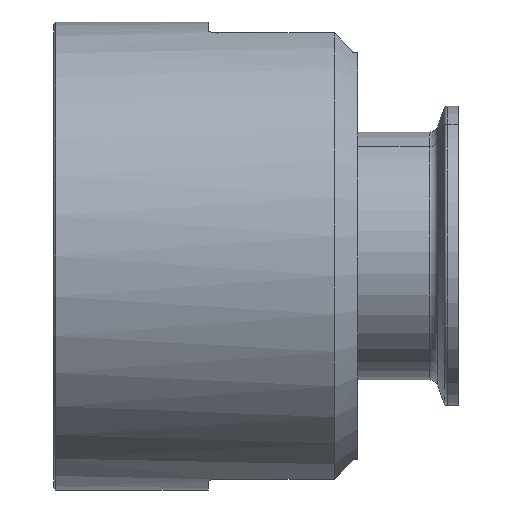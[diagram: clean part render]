
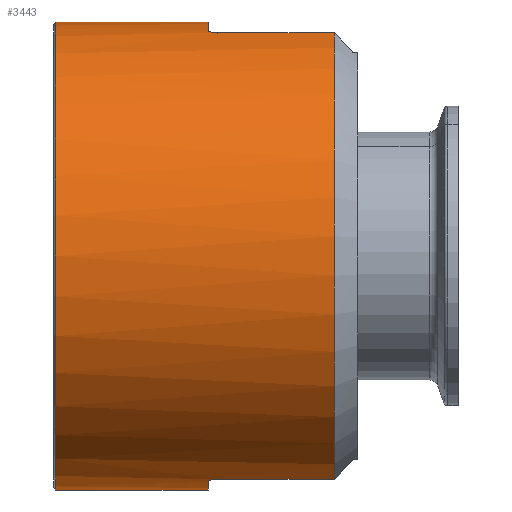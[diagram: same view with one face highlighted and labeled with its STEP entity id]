
A CAD part, left-side view. The second image highlights one B-rep face of the part: STEP entity #3443.
In plain terms, the highlighted cylindrical face has radius 50 mm (diameter 100 mm), a full revolution.
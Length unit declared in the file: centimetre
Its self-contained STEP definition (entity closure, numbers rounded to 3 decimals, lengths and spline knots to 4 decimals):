
#371=B_SPLINE_CURVE_WITH_KNOTS('',3,(#4730,#4731,#4732,#4733,#4734,#4735,
#4736,#4737,#4738,#4739,#4740,#4741,#4742,#4743),.UNSPECIFIED.,.F.,.U.,(4,
2,2,2,2,2,4),(0.2282,0.306,0.3846,0.4631,
0.5383,0.6136,0.6888),.UNSPECIFIED.);
#372=B_SPLINE_CURVE_WITH_KNOTS('',3,(#4773,#4774,#4775,#4776,#4777,#4778,
#4779,#4780,#4781,#4782,#4783,#4784,#4785,#4786,#4787),.UNSPECIFIED.,.F.,
 .U.,(4,3,2,2,2,2,4),(-0.0753,0.,0.0753,0.1505,
0.229,0.3075,0.3854),.UNSPECIFIED.);
#373=B_SPLINE_CURVE_WITH_KNOTS('',3,(#4813,#4814,#4815,#4816,#4817,#4818,
#4819,#4820,#4821,#4822,#4823,#4824,#4825,#4826,#4827),.UNSPECIFIED.,.F.,
 .U.,(4,3,2,2,2,2,4),(-0.0753,0.,0.0753,0.1505,
0.229,0.3075,0.3854),.UNSPECIFIED.);
#374=B_SPLINE_CURVE_WITH_KNOTS('',3,(#4831,#4832,#4833,#4834,#4835,#4836,
#4837,#4838,#4839,#4840,#4841,#4842,#4843,#4844),.UNSPECIFIED.,.F.,.U.,(4,
2,2,2,2,2,4),(0.2282,0.306,0.3846,0.4631,
0.5383,0.6136,0.6888),.UNSPECIFIED.);
#480=CYLINDRICAL_SURFACE('',#3649,5.);
#549=VECTOR('',#3968,1.);
#554=VECTOR('',#3981,1.);
#555=VECTOR('',#3992,1.);
#556=VECTOR('',#3995,1.);
#781=LINE('',#4749,#549);
#786=LINE('',#4791,#554);
#787=LINE('',#4811,#555);
#788=LINE('',#4846,#556);
#1009=VERTEX_POINT('',#4722);
#1010=VERTEX_POINT('',#4723);
#1013=VERTEX_POINT('',#4744);
#1015=VERTEX_POINT('',#4750);
#1022=VERTEX_POINT('',#4788);
#1023=VERTEX_POINT('',#4792);
#1026=VERTEX_POINT('',#4806);
#1027=VERTEX_POINT('',#4810);
#1028=VERTEX_POINT('',#4812);
#1029=VERTEX_POINT('',#4828);
#1030=VERTEX_POINT('',#4830);
#1031=VERTEX_POINT('',#4845);
#1032=VERTEX_POINT('',#4847);
#1339=CIRCLE('',#3637,5.);
#1344=CIRCLE('',#3648,5.);
#1345=CIRCLE('',#3650,5.);
#1346=CIRCLE('',#3651,5.);
#1470=EDGE_CURVE('',#1009,#1010,#1339,.T.);
#1474=EDGE_CURVE('',#1010,#1013,#371,.T.);
#1477=EDGE_CURVE('',#1013,#1015,#781,.T.);
#1486=EDGE_CURVE('',#1022,#1009,#372,.T.);
#1488=EDGE_CURVE('',#1023,#1022,#786,.T.);
#1493=EDGE_CURVE('',#1026,#1015,#1344,.T.);
#1494=EDGE_CURVE('',#1027,#1027,#1345,.T.);
#1495=EDGE_CURVE('',#1026,#1028,#787,.T.);
#1496=EDGE_CURVE('',#1028,#1029,#373,.T.);
#1497=EDGE_CURVE('',#1029,#1030,#1346,.T.);
#1498=EDGE_CURVE('',#1030,#1031,#374,.T.);
#1499=EDGE_CURVE('',#1031,#1032,#788,.T.);
#1500=EDGE_CURVE('',#1023,#1032,#1344,.T.);
#2003=ORIENTED_EDGE('',*,*,#1494,.F.);
#2004=ORIENTED_EDGE('',*,*,#1488,.T.);
#2005=ORIENTED_EDGE('',*,*,#1486,.T.);
#2006=ORIENTED_EDGE('',*,*,#1470,.T.);
#2007=ORIENTED_EDGE('',*,*,#1474,.T.);
#2008=ORIENTED_EDGE('',*,*,#1477,.T.);
#2009=ORIENTED_EDGE('',*,*,#1493,.F.);
#2010=ORIENTED_EDGE('',*,*,#1495,.T.);
#2011=ORIENTED_EDGE('',*,*,#1496,.T.);
#2012=ORIENTED_EDGE('',*,*,#1497,.T.);
#2013=ORIENTED_EDGE('',*,*,#1498,.T.);
#2014=ORIENTED_EDGE('',*,*,#1499,.T.);
#2015=ORIENTED_EDGE('',*,*,#1500,.F.);
#2972=EDGE_LOOP('',(#2003));
#2973=EDGE_LOOP('',(#2004,#2005,#2006,#2007,#2008,#2009,#2010,#2011,#2012,
#2013,#2014,#2015));
#3208=FACE_BOUND('',#2972,.T.);
#3209=FACE_BOUND('',#2973,.T.);
#3443=ADVANCED_FACE('',(#3208,#3209),#480,.T.);
#3637=AXIS2_PLACEMENT_3D('',#4721,#3957,#3958);
#3648=AXIS2_PLACEMENT_3D('',#4807,#3986,#3987);
#3649=AXIS2_PLACEMENT_3D('',#4808,#3988,#3989);
#3650=AXIS2_PLACEMENT_3D('',#4809,#3990,#3991);
#3651=AXIS2_PLACEMENT_3D('',#4829,#3993,#3994);
#3957=DIRECTION('',(0.,1.,0.));
#3958=DIRECTION('',(5.,0.,0.));
#3968=DIRECTION('',(0.,-1.,0.));
#3981=DIRECTION('',(0.,1.,0.));
#3986=DIRECTION('',(0.,-1.,0.));
#3987=DIRECTION('',(-5.,0.,0.));
#3988=DIRECTION('',(0.,1.,0.));
#3989=DIRECTION('',(5.,0.,0.));
#3990=DIRECTION('',(0.,1.,0.));
#3991=DIRECTION('',(-5.,0.,0.));
#3992=DIRECTION('',(0.,1.,0.));
#3993=DIRECTION('',(0.,1.,0.));
#3994=DIRECTION('',(5.,0.,0.));
#3995=DIRECTION('',(0.,-1.,0.));
#4721=CARTESIAN_POINT('',(0.,0.7,0.));
#4722=CARTESIAN_POINT('',(1.3,0.7,-4.828));
#4723=CARTESIAN_POINT('',(-1.3,0.7,-4.828));
#4730=CARTESIAN_POINT('',(-1.2233,0.6847,-4.848));
#4731=CARTESIAN_POINT('',(-1.2481,0.695,-4.8418));
#4732=CARTESIAN_POINT('',(-1.2749,0.7,-4.8348));
#4733=CARTESIAN_POINT('',(-1.3253,0.7,-4.8212));
#4734=CARTESIAN_POINT('',(-1.3522,0.6949,-4.8137));
#4735=CARTESIAN_POINT('',(-1.4019,0.6742,-4.7995));
#4736=CARTESIAN_POINT('',(-1.4246,0.6585,-4.7928));
#4737=CARTESIAN_POINT('',(-1.4598,0.6228,-4.7822));
#4738=CARTESIAN_POINT('',(-1.4749,0.6006,-4.7775));
#4739=CARTESIAN_POINT('',(-1.495,0.5517,-4.7713));
#4740=CARTESIAN_POINT('',(-1.5,0.5251,-4.7697));
#4741=CARTESIAN_POINT('',(-1.5,0.4749,-4.7697));
#4742=CARTESIAN_POINT('',(-1.495,0.4483,-4.7713));
#4743=CARTESIAN_POINT('',(-1.4849,0.4238,-4.7744));
#4744=CARTESIAN_POINT('',(-1.5,0.5,-4.7697));
#4749=CARTESIAN_POINT('',(-1.5,-0.75,-4.7697));
#4750=CARTESIAN_POINT('',(-1.5,-2.,-4.7697));
#4773=CARTESIAN_POINT('',(1.4849,0.4238,-4.7744));
#4774=CARTESIAN_POINT('',(1.495,0.4483,-4.7713));
#4775=CARTESIAN_POINT('',(1.5,0.4749,-4.7697));
#4776=CARTESIAN_POINT('',(1.5,0.5,-4.7697));
#4777=CARTESIAN_POINT('',(1.5,0.5251,-4.7697));
#4778=CARTESIAN_POINT('',(1.495,0.5517,-4.7713));
#4779=CARTESIAN_POINT('',(1.4749,0.6006,-4.7775));
#4780=CARTESIAN_POINT('',(1.4598,0.6228,-4.7822));
#4781=CARTESIAN_POINT('',(1.4246,0.6585,-4.7928));
#4782=CARTESIAN_POINT('',(1.4019,0.6742,-4.7995));
#4783=CARTESIAN_POINT('',(1.3522,0.6949,-4.8137));
#4784=CARTESIAN_POINT('',(1.3253,0.7,-4.8212));
#4785=CARTESIAN_POINT('',(1.2749,0.7,-4.8348));
#4786=CARTESIAN_POINT('',(1.2481,0.695,-4.8418));
#4787=CARTESIAN_POINT('',(1.2233,0.6847,-4.848));
#4788=CARTESIAN_POINT('',(1.5,0.5,-4.7697));
#4791=CARTESIAN_POINT('',(1.5,-0.75,-4.7697));
#4792=CARTESIAN_POINT('',(1.5,-2.,-4.7697));
#4806=CARTESIAN_POINT('',(-1.5,-2.,4.7697));
#4807=CARTESIAN_POINT('',(0.,-2.,0.));
#4808=CARTESIAN_POINT('',(0.,0.,0.));
#4809=CARTESIAN_POINT('',(0.,3.95,0.));
#4810=CARTESIAN_POINT('',(5.,3.95,0.));
#4811=CARTESIAN_POINT('',(-1.5,-0.75,4.7697));
#4812=CARTESIAN_POINT('',(-1.5,0.5,4.7697));
#4813=CARTESIAN_POINT('',(-1.4849,0.4238,4.7744));
#4814=CARTESIAN_POINT('',(-1.495,0.4483,4.7713));
#4815=CARTESIAN_POINT('',(-1.5,0.4749,4.7697));
#4816=CARTESIAN_POINT('',(-1.5,0.5,4.7697));
#4817=CARTESIAN_POINT('',(-1.5,0.5251,4.7697));
#4818=CARTESIAN_POINT('',(-1.495,0.5517,4.7713));
#4819=CARTESIAN_POINT('',(-1.4749,0.6006,4.7775));
#4820=CARTESIAN_POINT('',(-1.4598,0.6228,4.7822));
#4821=CARTESIAN_POINT('',(-1.4246,0.6585,4.7928));
#4822=CARTESIAN_POINT('',(-1.4019,0.6742,4.7995));
#4823=CARTESIAN_POINT('',(-1.3522,0.6949,4.8137));
#4824=CARTESIAN_POINT('',(-1.3253,0.7,4.8212));
#4825=CARTESIAN_POINT('',(-1.2749,0.7,4.8348));
#4826=CARTESIAN_POINT('',(-1.2481,0.695,4.8418));
#4827=CARTESIAN_POINT('',(-1.2233,0.6847,4.848));
#4828=CARTESIAN_POINT('',(-1.3,0.7,4.828));
#4829=CARTESIAN_POINT('',(0.,0.7,0.));
#4830=CARTESIAN_POINT('',(1.3,0.7,4.828));
#4831=CARTESIAN_POINT('',(1.2233,0.6847,4.848));
#4832=CARTESIAN_POINT('',(1.2481,0.695,4.8418));
#4833=CARTESIAN_POINT('',(1.2749,0.7,4.8348));
#4834=CARTESIAN_POINT('',(1.3253,0.7,4.8212));
#4835=CARTESIAN_POINT('',(1.3522,0.6949,4.8137));
#4836=CARTESIAN_POINT('',(1.4019,0.6742,4.7995));
#4837=CARTESIAN_POINT('',(1.4246,0.6585,4.7928));
#4838=CARTESIAN_POINT('',(1.4598,0.6228,4.7822));
#4839=CARTESIAN_POINT('',(1.4749,0.6006,4.7775));
#4840=CARTESIAN_POINT('',(1.495,0.5517,4.7713));
#4841=CARTESIAN_POINT('',(1.5,0.5251,4.7697));
#4842=CARTESIAN_POINT('',(1.5,0.4749,4.7697));
#4843=CARTESIAN_POINT('',(1.495,0.4483,4.7713));
#4844=CARTESIAN_POINT('',(1.4849,0.4238,4.7744));
#4845=CARTESIAN_POINT('',(1.5,0.5,4.7697));
#4846=CARTESIAN_POINT('',(1.5,-0.75,4.7697));
#4847=CARTESIAN_POINT('',(1.5,-2.,4.7697));
